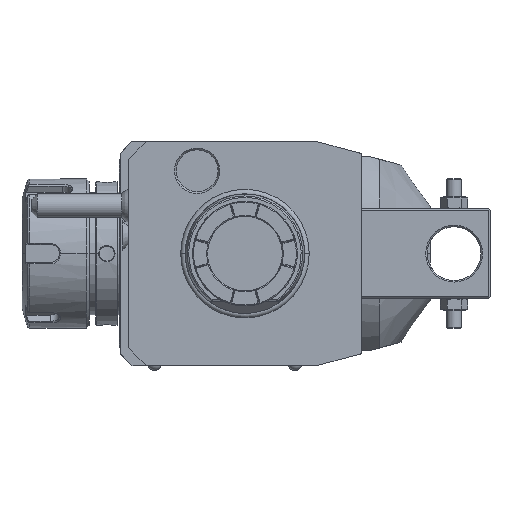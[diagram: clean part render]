
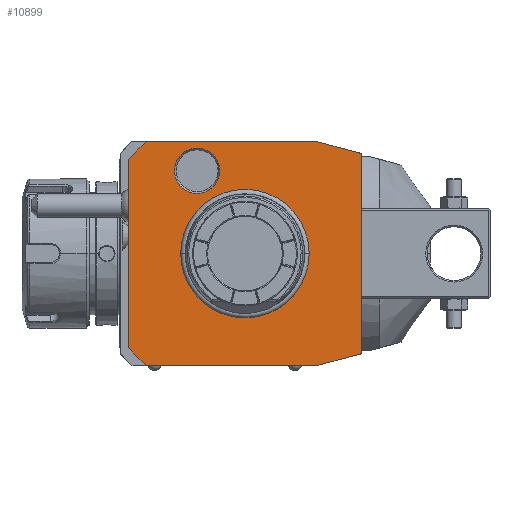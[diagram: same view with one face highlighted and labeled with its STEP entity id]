
A CAD part, front view. The second image highlights one B-rep face of the part: STEP entity #10899.
In plain terms, the highlighted planar face has unit normal (0, -1, 0).
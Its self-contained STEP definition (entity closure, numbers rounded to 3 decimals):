
#1=DIRECTION('',(-0.966,0.,0.259));
#2=VECTOR('',#1,15.529);
#3=CARTESIAN_POINT('',(39.,0.,33.481));
#4=LINE('',#3,#2);
#5=DIRECTION('',(0.,0.,1.));
#6=VECTOR('',#5,66.962);
#7=CARTESIAN_POINT('',(39.,0.,-33.481));
#8=LINE('',#7,#6);
#9=DIRECTION('',(0.966,0.,0.259));
#10=VECTOR('',#9,15.529);
#11=CARTESIAN_POINT('',(24.,0.,-37.5));
#12=LINE('',#11,#10);
#13=DIRECTION('',(1.,0.,0.));
#14=VECTOR('',#13,57.);
#15=CARTESIAN_POINT('',(-33.,0.,-37.5));
#16=LINE('',#15,#14);
#17=DIRECTION('',(0.707,0.,-0.707));
#18=VECTOR('',#17,8.485);
#19=CARTESIAN_POINT('',(-39.,0.,-31.5));
#20=LINE('',#19,#18);
#21=DIRECTION('',(0.,0.,-1.));
#22=VECTOR('',#21,63.);
#23=CARTESIAN_POINT('',(-39.,0.,31.5));
#24=LINE('',#23,#22);
#25=DIRECTION('',(-0.707,0.,-0.707));
#26=VECTOR('',#25,8.485);
#27=CARTESIAN_POINT('',(-33.,0.,37.5));
#28=LINE('',#27,#26);
#29=DIRECTION('',(-1.,0.,0.));
#30=VECTOR('',#29,57.);
#31=CARTESIAN_POINT('',(24.,0.,37.5));
#32=LINE('',#31,#30);
#33=CARTESIAN_POINT('',(-16.,0.,27.713));
#34=DIRECTION('',(0.,1.,0.));
#35=DIRECTION('',(1.,0.,0.));
#36=AXIS2_PLACEMENT_3D('',#33,#34,#35);
#38=CARTESIAN_POINT('',(-16.,0.,27.713));
#39=DIRECTION('',(0.,1.,0.));
#40=DIRECTION('',(-1.,0.,0.));
#41=AXIS2_PLACEMENT_3D('',#38,#39,#40);
#7550=CARTESIAN_POINT('',(0.,0.,0.));
#7551=DIRECTION('',(0.,1.,0.));
#7552=DIRECTION('',(-1.,0.,0.));
#7553=AXIS2_PLACEMENT_3D('',#7550,#7551,#7552);
#7555=CARTESIAN_POINT('',(0.,0.,0.));
#7556=DIRECTION('',(0.,1.,0.));
#7557=DIRECTION('',(1.,0.,0.));
#7558=AXIS2_PLACEMENT_3D('',#7555,#7556,#7557);
#9827=CARTESIAN_POINT('',(-8.423,0.,27.713));
#9828=CARTESIAN_POINT('',(-23.577,0.,27.713));
#9829=VERTEX_POINT('',#9827);
#9830=VERTEX_POINT('',#9828);
#10704=CARTESIAN_POINT('',(39.,0.,33.481));
#10705=CARTESIAN_POINT('',(24.,0.,37.5));
#10706=VERTEX_POINT('',#10704);
#10707=VERTEX_POINT('',#10705);
#10708=CARTESIAN_POINT('',(-33.,0.,37.5));
#10709=VERTEX_POINT('',#10708);
#10710=CARTESIAN_POINT('',(-39.,0.,31.5));
#10711=VERTEX_POINT('',#10710);
#10712=CARTESIAN_POINT('',(-39.,0.,-31.5));
#10713=VERTEX_POINT('',#10712);
#10714=CARTESIAN_POINT('',(-33.,0.,-37.5));
#10715=VERTEX_POINT('',#10714);
#10716=CARTESIAN_POINT('',(24.,0.,-37.5));
#10717=VERTEX_POINT('',#10716);
#10718=CARTESIAN_POINT('',(39.,0.,-33.481));
#10719=VERTEX_POINT('',#10718);
#10756=CARTESIAN_POINT('',(-21.137,0.,0.));
#10757=CARTESIAN_POINT('',(21.137,0.,0.));
#10758=VERTEX_POINT('',#10756);
#10759=VERTEX_POINT('',#10757);
#10864=CARTESIAN_POINT('',(0.,0.,0.));
#10865=DIRECTION('',(0.,-1.,0.));
#10866=DIRECTION('',(-1.,0.,0.));
#10867=AXIS2_PLACEMENT_3D('',#10864,#10865,#10866);
#10868=PLANE('',#10867);
#10870=ORIENTED_EDGE('',*,*,#10869,.F.);
#10872=ORIENTED_EDGE('',*,*,#10871,.F.);
#10874=ORIENTED_EDGE('',*,*,#10873,.F.);
#10876=ORIENTED_EDGE('',*,*,#10875,.F.);
#10878=ORIENTED_EDGE('',*,*,#10877,.F.);
#10880=ORIENTED_EDGE('',*,*,#10879,.F.);
#10882=ORIENTED_EDGE('',*,*,#10881,.F.);
#10884=ORIENTED_EDGE('',*,*,#10883,.F.);
#10885=EDGE_LOOP('',(#10870,#10872,#10874,#10876,#10878,#10880,#10882,#10884));
#10886=FACE_OUTER_BOUND('',#10885,.F.);
#10888=ORIENTED_EDGE('',*,*,#10887,.F.);
#10890=ORIENTED_EDGE('',*,*,#10889,.F.);
#10891=EDGE_LOOP('',(#10888,#10890));
#10892=FACE_BOUND('',#10891,.F.);
#10894=ORIENTED_EDGE('',*,*,#10893,.F.);
#10896=ORIENTED_EDGE('',*,*,#10895,.F.);
#10897=EDGE_LOOP('',(#10894,#10896));
#10898=FACE_BOUND('',#10897,.F.);
#37=CIRCLE('',#36,7.577);
#42=CIRCLE('',#41,7.577);
#7554=CIRCLE('',#7553,21.137);
#7559=CIRCLE('',#7558,21.137);
#10869=EDGE_CURVE('',#10706,#10707,#4,.T.);
#10871=EDGE_CURVE('',#10719,#10706,#8,.T.);
#10873=EDGE_CURVE('',#10717,#10719,#12,.T.);
#10875=EDGE_CURVE('',#10715,#10717,#16,.T.);
#10877=EDGE_CURVE('',#10713,#10715,#20,.T.);
#10879=EDGE_CURVE('',#10711,#10713,#24,.T.);
#10881=EDGE_CURVE('',#10709,#10711,#28,.T.);
#10883=EDGE_CURVE('',#10707,#10709,#32,.T.);
#10887=EDGE_CURVE('',#10758,#10759,#7554,.T.);
#10889=EDGE_CURVE('',#10759,#10758,#7559,.T.);
#10893=EDGE_CURVE('',#9829,#9830,#37,.T.);
#10895=EDGE_CURVE('',#9830,#9829,#42,.T.);
#10899=ADVANCED_FACE('',(#10886,#10892,#10898),#10868,.T.);
